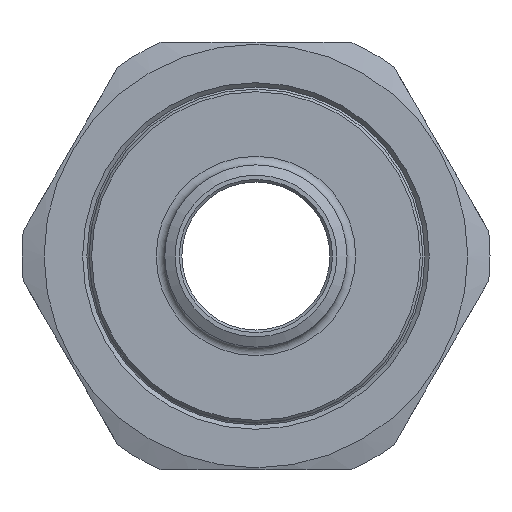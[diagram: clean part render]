
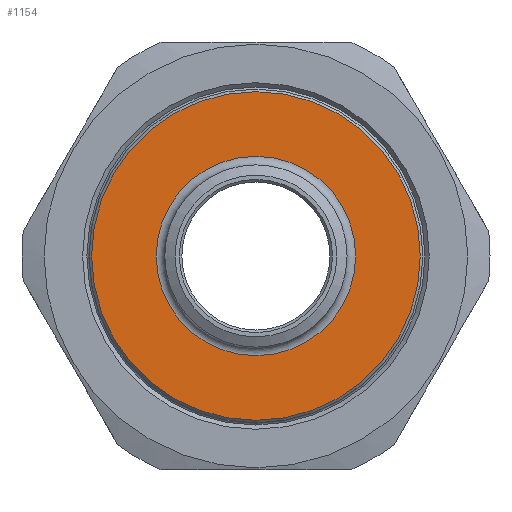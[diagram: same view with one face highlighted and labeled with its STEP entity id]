
A CAD part, left-side view. The second image highlights one B-rep face of the part: STEP entity #1154.
In plain terms, the highlighted planar face has unit normal (-1, 0, 0).
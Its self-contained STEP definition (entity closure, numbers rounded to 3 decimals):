
#61=FACE_BOUND('',#260,.T.);
#120=PLANE('',#1375);
#179=FACE_OUTER_BOUND('',#259,.T.);
#259=EDGE_LOOP('',(#1012));
#260=EDGE_LOOP('',(#1013));
#446=CIRCLE('',#1374,19.2);
#447=CIRCLE('',#1376,11.65);
#559=VERTEX_POINT('',#2154);
#560=VERTEX_POINT('',#2158);
#714=EDGE_CURVE('',#559,#559,#446,.T.);
#715=EDGE_CURVE('',#560,#560,#447,.T.);
#1012=ORIENTED_EDGE('',*,*,#714,.F.);
#1013=ORIENTED_EDGE('',*,*,#715,.F.);
#1154=ADVANCED_FACE('',(#179,#61),#120,.T.);
#1374=AXIS2_PLACEMENT_3D('',#2156,#1726,#1727);
#1375=AXIS2_PLACEMENT_3D('',#2157,#1728,#1729);
#1376=AXIS2_PLACEMENT_3D('',#2159,#1730,#1731);
#1726=DIRECTION('center_axis',(1.,0.,0.));
#1727=DIRECTION('ref_axis',(0.,-1.,0.));
#1728=DIRECTION('center_axis',(-1.,0.,0.));
#1729=DIRECTION('ref_axis',(0.,0.,1.));
#1730=DIRECTION('center_axis',(-1.,0.,0.));
#1731=DIRECTION('ref_axis',(0.,-1.,0.));
#2154=CARTESIAN_POINT('',(-17.5,19.2,0.));
#2156=CARTESIAN_POINT('Origin',(-17.5,0.,0.));
#2157=CARTESIAN_POINT('Origin',(-17.5,19.5,0.));
#2158=CARTESIAN_POINT('',(-17.5,0.,11.65));
#2159=CARTESIAN_POINT('Origin',(-17.5,0.,0.));
